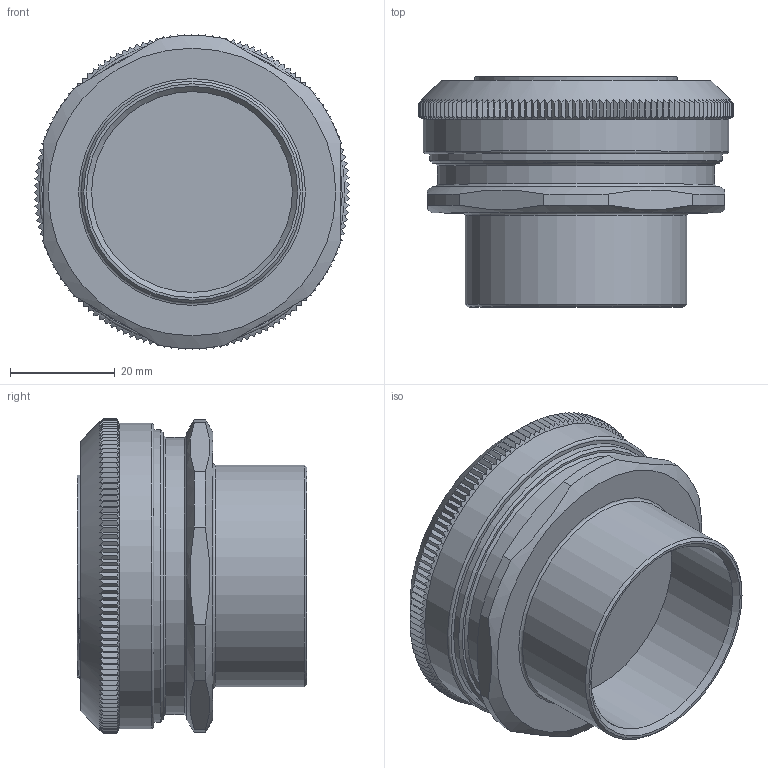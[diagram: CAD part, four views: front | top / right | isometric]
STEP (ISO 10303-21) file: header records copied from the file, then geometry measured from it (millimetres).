
FILE_DESCRIPTION(/* description */ (''),/* implementation_level */ '2;1');
FILE_NAME(/* name */ '',/* time_stamp */ '2025-06-27T14:00:42+07:00',/* author */ ('zeta-72'),/* organization */ (''),/* preprocessor_version */ 'ST-DEVELOPER v19.2',/* originating_system */ 'Autodesk Inventor 2024',/* authorisation */ '');
FILE_SCHEMA (('AUTOMOTIVE_DESIGN { 1 0 10303 214 3 1 1 }'));
Length unit declared in the file: millimetre
Products named in the file (1): Сборка МВВ-
М40-МР40_Упростить_
1
Bounding box: 60.37 x 44 x 60.37 mm (x, y, z)
Volume: 68721.8 mm3; surface area: 15209.3 mm2
Topology: 1 solids, 1 shells, 327 faces, 944 edges, 627 vertices
Faces by surface type: plane 296, cylinder 16, cone 10, torus 3, bspline 2
Full cylindrical faces by diameter (mm): 36.8 x1, 38.4 x1, 42.4 x1, 48.5 x1, 53 x1, 56 x1, 58.5 x1
Entity records: 10573 total; most frequent: CARTESIAN_POINT 3276, ORIENTED_EDGE 1888, DIRECTION 1067, EDGE_CURVE 944, VERTEX_POINT 627, AXIS2_PLACEMENT_3D 379, EDGE_LOOP 335, FACE_OUTER_BOUND 327
